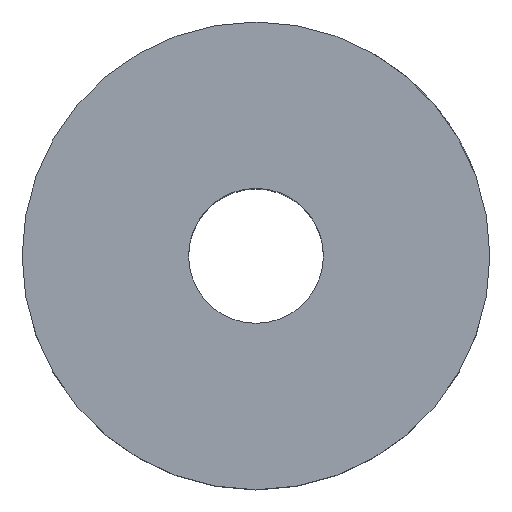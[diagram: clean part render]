
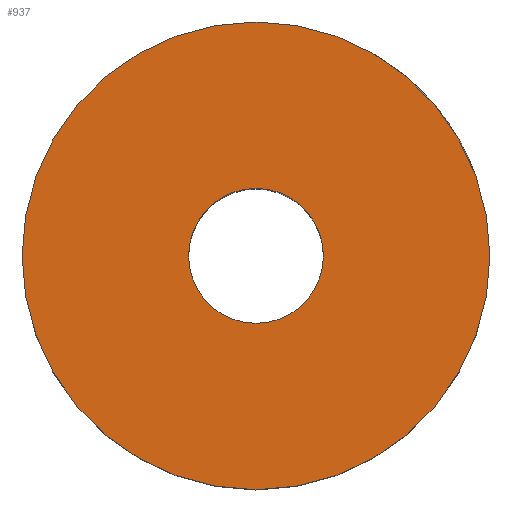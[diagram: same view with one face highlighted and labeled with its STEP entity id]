
A CAD part, top view. The second image highlights one B-rep face of the part: STEP entity #937.
In plain terms, the highlighted planar face has unit normal (0, 0, 1).
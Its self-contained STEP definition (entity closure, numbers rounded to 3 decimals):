
#185=CARTESIAN_POINT('',(26.053,17.473,41.0));
#186=VERTEX_POINT('',#185);
#202=CARTESIAN_POINT('',(-25.947,17.473,41.0));
#203=VERTEX_POINT('',#202);
#210=CARTESIAN_POINT('',(0.053,17.473,41.0));
#211=DIRECTION('',(0.0,0.0,-1.0));
#212=DIRECTION('',(1.0,0.0,0.0));
#213=AXIS2_PLACEMENT_3D('',#210,#211,#212);
#214=CIRCLE('',#213,26.0);
#215=EDGE_CURVE('',#203,#186,#214,.T.);
#299=CARTESIAN_POINT('',(7.553,17.473,41.0));
#300=VERTEX_POINT('',#299);
#309=CARTESIAN_POINT('',(-7.447,17.473,41.0));
#310=VERTEX_POINT('',#309);
#311=CARTESIAN_POINT('',(0.053,17.473,41.0));
#312=DIRECTION('',(0.0,0.0,-1.0));
#313=DIRECTION('',(1.0,0.0,0.0));
#314=AXIS2_PLACEMENT_3D('',#311,#312,#313);
#315=CIRCLE('',#314,7.5);
#316=EDGE_CURVE('',#310,#300,#315,.T.);
#870=CARTESIAN_POINT('',(0.053,17.473,41.0));
#871=DIRECTION('',(0.0,0.0,-1.0));
#872=DIRECTION('',(1.0,0.0,0.0));
#873=AXIS2_PLACEMENT_3D('',#870,#871,#872);
#874=CIRCLE('',#873,7.5);
#875=EDGE_CURVE('',#300,#310,#874,.T.);
#912=CARTESIAN_POINT('',(0.053,17.473,41.0));
#913=DIRECTION('',(0.0,0.0,-1.0));
#914=DIRECTION('',(1.0,0.0,0.0));
#915=AXIS2_PLACEMENT_3D('',#912,#913,#914);
#916=CIRCLE('',#915,26.0);
#917=EDGE_CURVE('',#186,#203,#916,.T.);
#924=CARTESIAN_POINT('',(26.053,17.473,41.0));
#925=DIRECTION('',(0.0,0.0,1.0));
#926=DIRECTION('',(1.0,0.0,0.0));
#927=AXIS2_PLACEMENT_3D('',#924,#925,#926);
#928=PLANE('',#927);
#929=ORIENTED_EDGE('',*,*,#917,.F.);
#930=ORIENTED_EDGE('',*,*,#215,.F.);
#931=EDGE_LOOP('',(#929,#930));
#932=FACE_OUTER_BOUND('',#931,.T.);
#933=ORIENTED_EDGE('',*,*,#316,.T.);
#934=ORIENTED_EDGE('',*,*,#875,.T.);
#935=EDGE_LOOP('',(#933,#934));
#936=FACE_BOUND('',#935,.T.);
#937=ADVANCED_FACE('',(#932,#936),#928,.T.);
